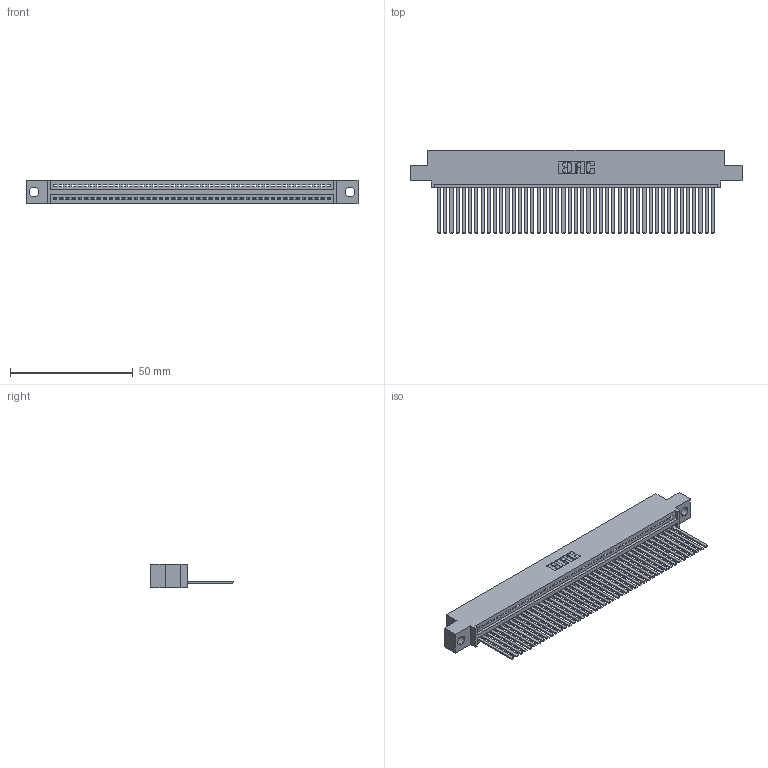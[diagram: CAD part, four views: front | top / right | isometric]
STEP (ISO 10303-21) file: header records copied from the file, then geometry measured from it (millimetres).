
FILE_DESCRIPTION (( 'STEP AP203' ), '1' );
FILE_NAME ('345-045-544-404.STEP', '2021-05-26T15:09:49', ( '' ), ( '' ), 'SwSTEP 2.0', 'SolidWorks 2020', '' );
FILE_SCHEMA (( 'CONFIG_CONTROL_DESIGN' ));
Length unit declared in the file: inch
Products named in the file (3): 345 Part_0.110 Offset - 0.156 Dia-TI; 345-045-544-404; 345-292-001_345-293-144
Assembly tree (46 placements, depth 2):
  345-045-544-404
    345 Part_0.110 Offset - 0.156 Dia-TI
    345-292-001_345-293-144  x45
Bounding box: 135.51 x 33.96 x 9.4 mm (x, y, z)
Volume: 13237.2 mm3; surface area: 19120.8 mm2
Topology: 46 solids, 46 shells, 2484 faces, 7499 edges, 4938 vertices
Faces by surface type: plane 1718, cylinder 766
Entity records: 33831 total; most frequent: CARTESIAN_POINT 5869, ORIENTED_EDGE 5846, DIRECTION 5117, EDGE_CURVE 2923, VECTOR 2615, LINE 2615, VERTEX_POINT 1946, AXIS2_PLACEMENT_3D 1251
